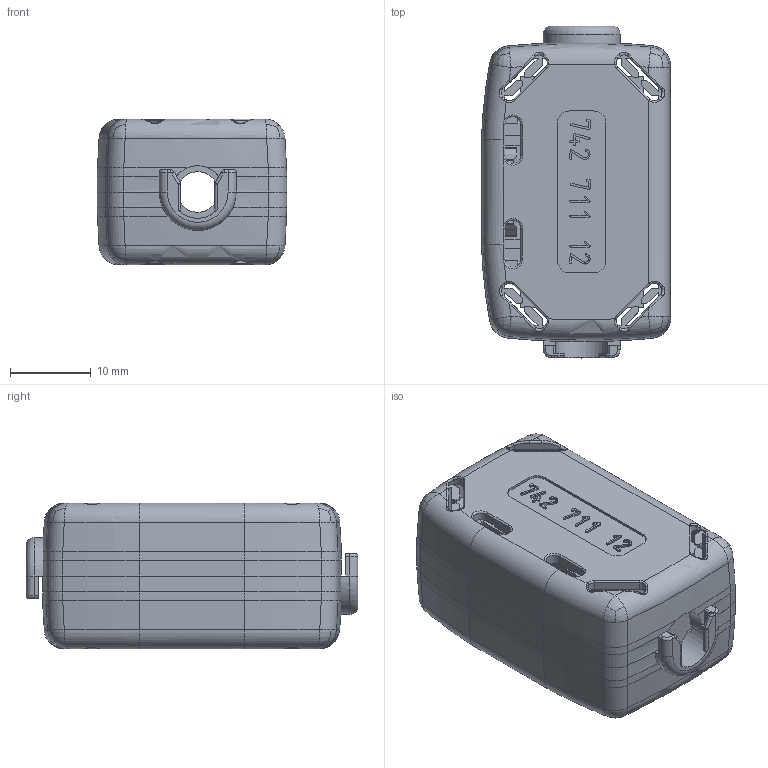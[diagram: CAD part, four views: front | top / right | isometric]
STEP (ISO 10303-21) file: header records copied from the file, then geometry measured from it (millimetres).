
FILE_DESCRIPTION(/* description */ ('Unknown'),/* implementation_level */ '2;1');
FILE_NAME(/* name */ '74271112',/* time_stamp */ '2020-02-10T16:03:58+01:00',/* author */ ('Unknown'),/* organization */ ('Unknown'),/* preprocessor_version */ 'ST-DEVELOPER v16.7',/* originating_system */ 'DEX',/* authorisation */ $);
FILE_SCHEMA (('AUTOMOTIVE_DESIGN {1 0 10303 214 3 1 1}'));
Length unit declared in the file: millimetre
Products named in the file (4): 74271112; 74271112_unten; 74271112_oben; Kern
Assembly tree (4 placements, depth 2):
  74271112
    74271112_unten
    74271112_oben
    Kern  x2
Bounding box: 23.4 x 41 x 18 mm (x, y, z)
Volume: 10909.8 mm3; surface area: 11201.1 mm2
Topology: 4 solids, 4 shells, 2876 faces, 8386 edges, 5581 vertices
Faces by surface type: plane 2407, cylinder 285, bspline 134, torus 36, cone 10, sphere 4
Full cylindrical faces by diameter (mm): 0.843 x5, 2.5 x1, 3 x2, 4 x1
Entity records: 106151 total; most frequent: CARTESIAN_POINT 30663, ORIENTED_EDGE 16704, DIRECTION 14110, EDGE_CURVE 8352, LINE 7354, VECTOR 7354, VERTEX_POINT 5568, AXIS2_PLACEMENT_3D 3378
